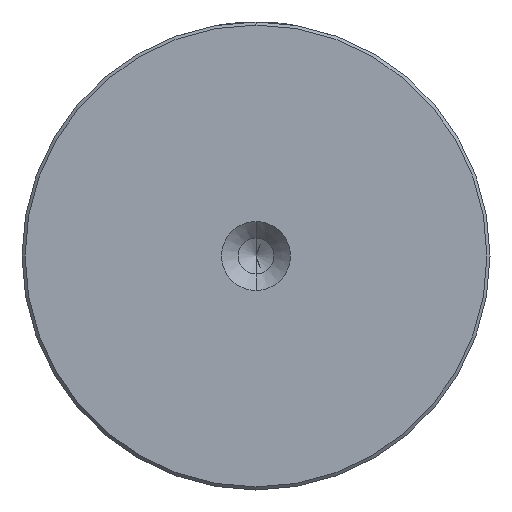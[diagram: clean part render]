
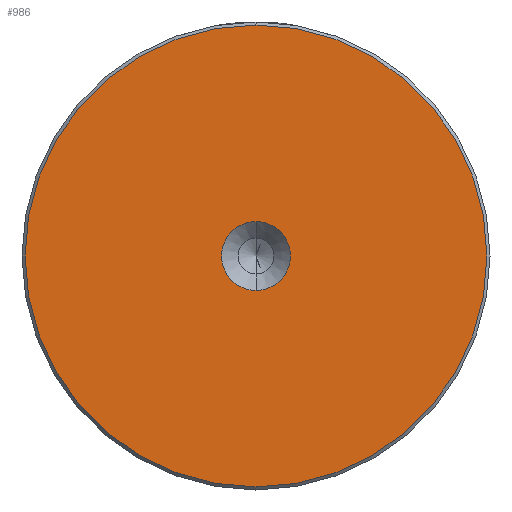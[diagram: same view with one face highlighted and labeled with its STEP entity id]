
A CAD part, left-side view. The second image highlights one B-rep face of the part: STEP entity #986.
In plain terms, the highlighted planar face has unit normal (-1, 0, 0).
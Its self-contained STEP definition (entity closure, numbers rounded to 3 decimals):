
#6 = VERTEX_POINT ( 'NONE', #138 ) ;
#29 = DIRECTION ( 'NONE',  ( -1., 0., 0. ) ) ;
#84 = AXIS2_PLACEMENT_3D ( 'NONE', #254, #1631, #467 ) ;
#138 = CARTESIAN_POINT ( 'NONE',  ( 0., 0., -37.5 ) ) ;
#140 = CIRCLE ( 'NONE', #84, 37.5 ) ;
#211 = VERTEX_POINT ( 'NONE', #1227 ) ;
#235 = DIRECTION ( 'NONE',  ( -1., 0., 0. ) ) ;
#254 = CARTESIAN_POINT ( 'NONE',  ( 0., 0., 0. ) ) ;
#394 = PLANE ( 'NONE',  #2203 ) ;
#422 = CARTESIAN_POINT ( 'NONE',  ( 0., 0., 0. ) ) ;
#453 = CARTESIAN_POINT ( 'NONE',  ( 0., 0., 37.5 ) ) ;
#467 = DIRECTION ( 'NONE',  ( 0., 0., 1. ) ) ;
#809 = ORIENTED_EDGE ( 'NONE', *, *, #2086, .T. ) ;
#810 = EDGE_CURVE ( 'NONE', #211, #1123, #1286, .T. ) ;
#923 = CARTESIAN_POINT ( 'NONE',  ( 0., 0., 5.6 ) ) ;
#927 = CARTESIAN_POINT ( 'NONE',  ( 0., 0., 0. ) ) ;
#986 = ADVANCED_FACE ( 'NONE', ( #1313, #1814 ), #394, .T. ) ;
#1022 = DIRECTION ( 'NONE',  ( 0., 0., 1. ) ) ;
#1061 = VERTEX_POINT ( 'NONE', #453 ) ;
#1119 = EDGE_LOOP ( 'NONE', ( #1833, #1504 ) ) ;
#1123 = VERTEX_POINT ( 'NONE', #923 ) ;
#1132 = DIRECTION ( 'NONE',  ( 0., 0., 1. ) ) ;
#1227 = CARTESIAN_POINT ( 'NONE',  ( 0., 0., -5.6 ) ) ;
#1233 = CARTESIAN_POINT ( 'NONE',  ( 0., 0., 0. ) ) ;
#1286 = CIRCLE ( 'NONE', #1499, 5.6 ) ;
#1295 = EDGE_CURVE ( 'NONE', #6, #1061, #1671, .T. ) ;
#1313 = FACE_OUTER_BOUND ( 'NONE', #1419, .T. ) ;
#1357 = AXIS2_PLACEMENT_3D ( 'NONE', #1233, #29, #1420 ) ;
#1418 = CARTESIAN_POINT ( 'NONE',  ( 0., 0., 0. ) ) ;
#1419 = EDGE_LOOP ( 'NONE', ( #2060, #809 ) ) ;
#1420 = DIRECTION ( 'NONE',  ( 0., 0., 1. ) ) ;
#1499 = AXIS2_PLACEMENT_3D ( 'NONE', #927, #2259, #1132 ) ;
#1504 = ORIENTED_EDGE ( 'NONE', *, *, #810, .F. ) ;
#1619 = DIRECTION ( 'NONE',  ( 0., 0., 1. ) ) ;
#1631 = DIRECTION ( 'NONE',  ( -1., 0., 0. ) ) ;
#1671 = CIRCLE ( 'NONE', #2124, 37.5 ) ;
#1814 = FACE_BOUND ( 'NONE', #1119, .T. ) ;
#1833 = ORIENTED_EDGE ( 'NONE', *, *, #2024, .F. ) ;
#2024 = EDGE_CURVE ( 'NONE', #1123, #211, #2208, .T. ) ;
#2060 = ORIENTED_EDGE ( 'NONE', *, *, #1295, .T. ) ;
#2086 = EDGE_CURVE ( 'NONE', #1061, #6, #140, .T. ) ;
#2124 = AXIS2_PLACEMENT_3D ( 'NONE', #1418, #235, #1619 ) ;
#2145 = DIRECTION ( 'NONE',  ( -1., 0., 0. ) ) ;
#2203 = AXIS2_PLACEMENT_3D ( 'NONE', #422, #2145, #1022 ) ;
#2208 = CIRCLE ( 'NONE', #1357, 5.6 ) ;
#2259 = DIRECTION ( 'NONE',  ( -1., 0., 0. ) ) ;
